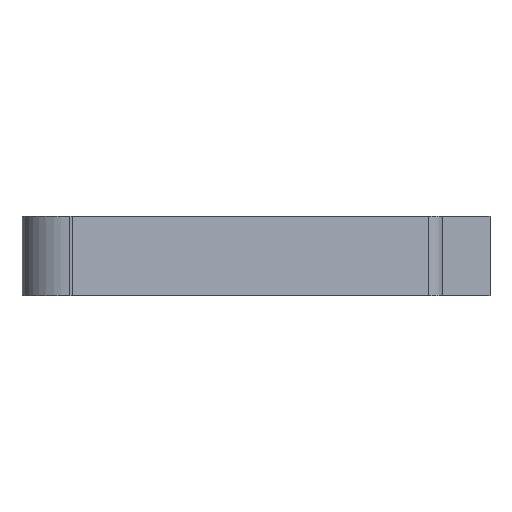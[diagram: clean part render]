
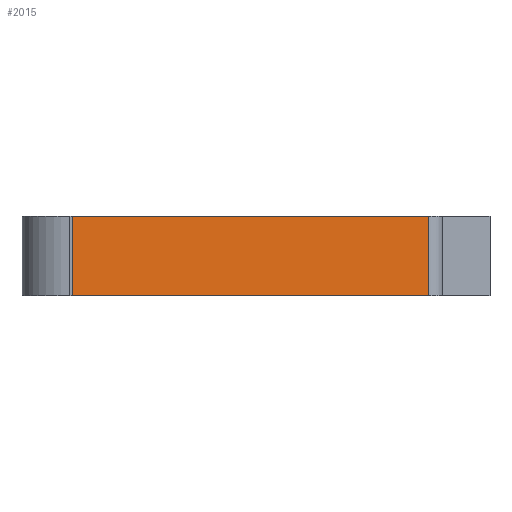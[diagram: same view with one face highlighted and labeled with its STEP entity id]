
A CAD part, front view. The second image highlights one B-rep face of the part: STEP entity #2015.
In plain terms, the highlighted planar face has unit normal (0.119, -0.993, 0).
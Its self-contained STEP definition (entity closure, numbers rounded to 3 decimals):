
#121=PLANE('',#2196);
#215=FACE_OUTER_BOUND('',#338,.T.);
#338=EDGE_LOOP('',(#1707,#1708,#1709,#1710));
#384=LINE('',#2782,#580);
#529=LINE('',#3226,#725);
#546=LINE('',#3282,#742);
#547=LINE('',#3283,#743);
#580=VECTOR('',#2253,10.);
#725=VECTOR('',#2622,10.);
#742=VECTOR('',#2691,10.);
#743=VECTOR('',#2692,10.);
#845=VERTEX_POINT('',#2779);
#846=VERTEX_POINT('',#2781);
#985=VERTEX_POINT('',#3225);
#998=VERTEX_POINT('',#3281);
#1030=EDGE_CURVE('',#845,#846,#384,.T.);
#1227=EDGE_CURVE('',#846,#985,#529,.T.);
#1255=EDGE_CURVE('',#998,#845,#546,.T.);
#1256=EDGE_CURVE('',#998,#985,#547,.T.);
#1707=ORIENTED_EDGE('',*,*,#1227,.F.);
#1708=ORIENTED_EDGE('',*,*,#1030,.F.);
#1709=ORIENTED_EDGE('',*,*,#1255,.F.);
#1710=ORIENTED_EDGE('',*,*,#1256,.T.);
#2015=ADVANCED_FACE('',(#215),#121,.T.);
#2196=AXIS2_PLACEMENT_3D('',#3280,#2689,#2690);
#2253=DIRECTION('',(0.993,0.119,0.));
#2622=DIRECTION('',(0.,0.,-1.));
#2689=DIRECTION('center_axis',(0.119,-0.993,0.));
#2690=DIRECTION('ref_axis',(0.993,0.119,0.));
#2691=DIRECTION('',(0.,0.,1.));
#2692=DIRECTION('',(0.993,0.119,0.));
#2779=CARTESIAN_POINT('',(0.179,-3.,5.));
#2781=CARTESIAN_POINT('',(22.619,-0.306,5.));
#2782=CARTESIAN_POINT('',(0.179,-3.,5.));
#3225=CARTESIAN_POINT('',(22.619,-0.306,0.));
#3226=CARTESIAN_POINT('',(22.619,-0.306,0.));
#3280=CARTESIAN_POINT('Origin',(0.179,-3.,0.));
#3281=CARTESIAN_POINT('',(0.179,-3.,0.));
#3282=CARTESIAN_POINT('',(0.179,-3.,0.));
#3283=CARTESIAN_POINT('',(0.179,-3.,0.));
